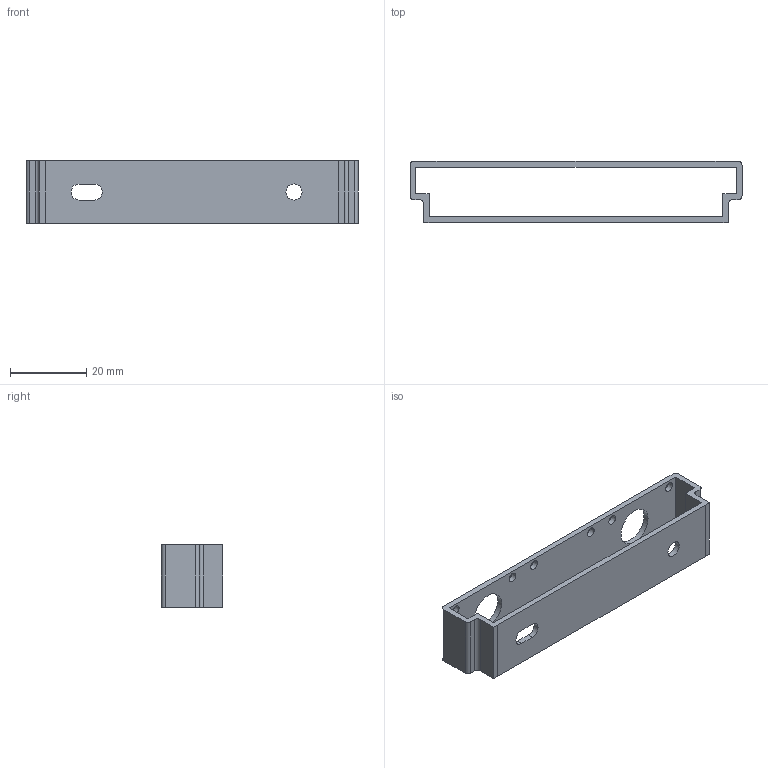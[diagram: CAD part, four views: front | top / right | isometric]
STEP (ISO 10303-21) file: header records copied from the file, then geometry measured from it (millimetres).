
FILE_DESCRIPTION(('FreeCAD Model'),'2;1');
FILE_NAME('three_camera_support_board_flat.step', '2020-11-12T09:27:05',('Author'),(''), 'Open CASCADE STEP processor 7.4','FreeCAD','Unknown');
FILE_SCHEMA(('AUTOMOTIVE_DESIGN { 1 0 10303 214 1 1 1 1 }'));
Length unit declared in the file: millimetre
Products named in the file (1): Body
Bounding box: 87 x 16 x 16.5 mm (x, y, z)
Volume: 4552.2 mm3; surface area: 6922.9 mm2
Topology: 1 solids, 1 shells, 49 faces, 137 edges, 92 vertices
Faces by surface type: plane 26, cylinder 23
Full cylindrical faces by diameter (mm): 2.5 x12, 4.2 x1, 10 x2
Entity records: 3520 total; most frequent: CARTESIAN_POINT 661, DIRECTION 541, LINE 313, VECTOR 313, ORIENTED_EDGE 274, PCURVE 274, DEFINITIONAL_REPRESENTATION 274, EDGE_CURVE 137
